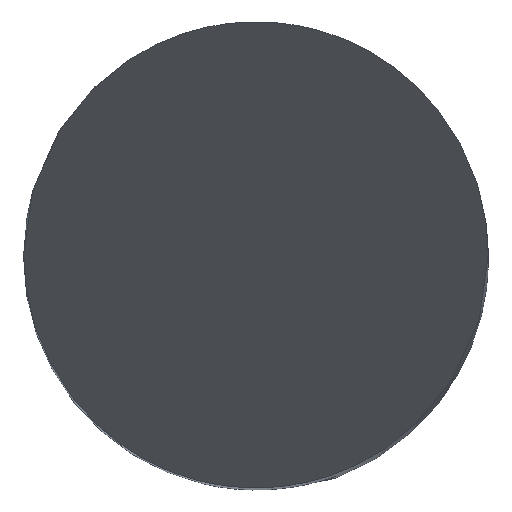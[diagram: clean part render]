
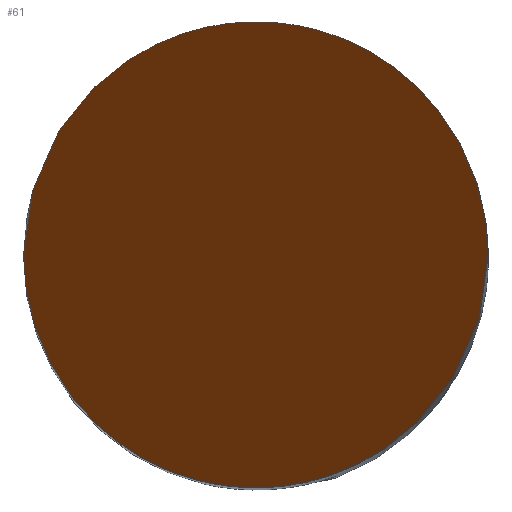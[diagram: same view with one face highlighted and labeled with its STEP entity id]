
A CAD part, top view. The second image highlights one B-rep face of the part: STEP entity #61.
In plain terms, the highlighted planar face has unit normal (0, -0.866, 0.5).
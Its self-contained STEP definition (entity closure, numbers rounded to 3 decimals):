
#46=PLANE('',#505);
#61=ADVANCED_FACE('',(#94),#46,.F.);
#94=FACE_OUTER_BOUND('',#119,.T.);
#119=EDGE_LOOP('',(#228,#229));
#228=ORIENTED_EDGE('',*,*,#377,.F.);
#229=ORIENTED_EDGE('',*,*,#385,.F.);
#336=VERTEX_POINT('',#660);
#337=VERTEX_POINT('',#665);
#377=EDGE_CURVE('',#336,#337,#452,.T.);
#385=EDGE_CURVE('',#337,#336,#455,.T.);
#452=(
BOUNDED_CURVE()
B_SPLINE_CURVE(3,(#661,#662,#663,#664),.UNSPECIFIED.,.F.,.F.)
B_SPLINE_CURVE_WITH_KNOTS((4,4),(0.,1.),.UNSPECIFIED.)
CURVE()
GEOMETRIC_REPRESENTATION_ITEM()
RATIONAL_B_SPLINE_CURVE((1.,0.333,0.333,1.))
REPRESENTATION_ITEM('')
);
#455=(
BOUNDED_CURVE()
B_SPLINE_CURVE(3,(#710,#711,#712,#713),.UNSPECIFIED.,.F.,.F.)
B_SPLINE_CURVE_WITH_KNOTS((4,4),(0.,1.),.UNSPECIFIED.)
CURVE()
GEOMETRIC_REPRESENTATION_ITEM()
RATIONAL_B_SPLINE_CURVE((1.,0.333,0.333,1.))
REPRESENTATION_ITEM('')
);
#505=AXIS2_PLACEMENT_3D('',#745,#551,#552);
#551=DIRECTION('',(0.,0.866,-0.5));
#552=DIRECTION('',(0.,-0.5,-0.866));
#660=CARTESIAN_POINT('',(-3.,0.,0.));
#661=CARTESIAN_POINT('',(-3.,0.,0.));
#662=CARTESIAN_POINT('',(-3.,6.,10.392));
#663=CARTESIAN_POINT('',(3.,6.,10.392));
#664=CARTESIAN_POINT('',(3.,0.,0.));
#665=CARTESIAN_POINT('',(3.,0.,0.));
#710=CARTESIAN_POINT('',(3.,0.,0.));
#711=CARTESIAN_POINT('',(3.,-6.,-10.392));
#712=CARTESIAN_POINT('',(-3.,-6.,-10.392));
#713=CARTESIAN_POINT('',(-3.,0.,0.));
#745=CARTESIAN_POINT('',(3.,3.,5.196));
